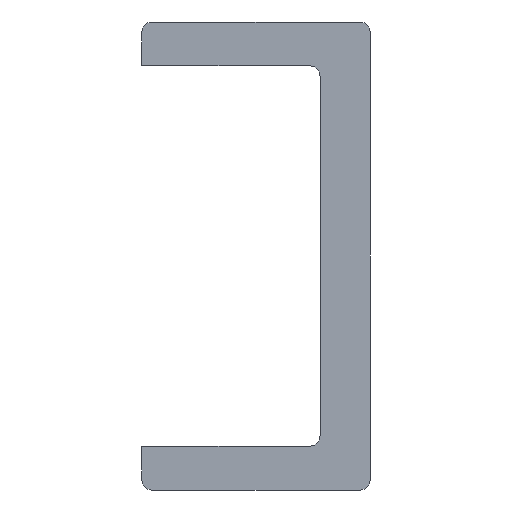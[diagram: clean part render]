
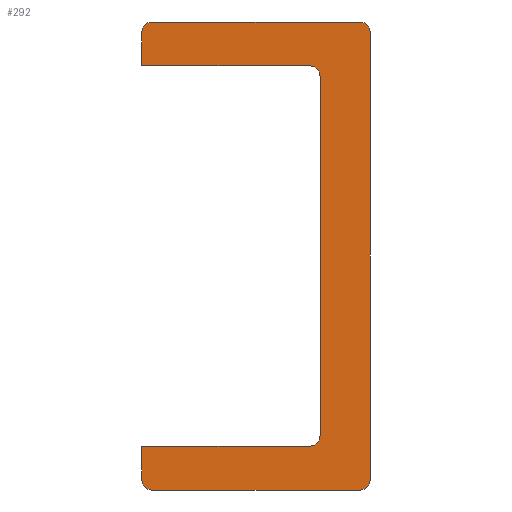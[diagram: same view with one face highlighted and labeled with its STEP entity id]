
A CAD part, front view. The second image highlights one B-rep face of the part: STEP entity #292.
In plain terms, the highlighted planar face has unit normal (0, -1, 0).
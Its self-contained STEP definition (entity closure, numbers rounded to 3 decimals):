
#292 = ADVANCED_FACE( '', ( #721 ), #722, .F. );
#721 = FACE_OUTER_BOUND( '', #1392, .T. );
#722 = PLANE( '', #1393 );
#1392 = EDGE_LOOP( '', ( #2189, #2190, #2191, #2192, #2193, #2194, #2195, #2196, #2197, #2198, #2199, #2200, #2201, #2202 ) );
#1393 = AXIS2_PLACEMENT_3D( '', #2203, #2204, #2205 );
#2189 = ORIENTED_EDGE( '', *, *, #3018, .F. );
#2190 = ORIENTED_EDGE( '', *, *, #3019, .T. );
#2191 = ORIENTED_EDGE( '', *, *, #2861, .F. );
#2192 = ORIENTED_EDGE( '', *, *, #3016, .T. );
#2193 = ORIENTED_EDGE( '', *, *, #2923, .F. );
#2194 = ORIENTED_EDGE( '', *, *, #3020, .F. );
#2195 = ORIENTED_EDGE( '', *, *, #3021, .F. );
#2196 = ORIENTED_EDGE( '', *, *, #3022, .F. );
#2197 = ORIENTED_EDGE( '', *, *, #3023, .F. );
#2198 = ORIENTED_EDGE( '', *, *, #3024, .F. );
#2199 = ORIENTED_EDGE( '', *, *, #3025, .F. );
#2200 = ORIENTED_EDGE( '', *, *, #3026, .T. );
#2201 = ORIENTED_EDGE( '', *, *, #3027, .F. );
#2202 = ORIENTED_EDGE( '', *, *, #2984, .T. );
#2203 = CARTESIAN_POINT( '', ( -10.5, 0., 21.5 ) );
#2204 = DIRECTION( '', ( 0., 1., 0. ) );
#2205 = DIRECTION( '', ( 0., 0., 1. ) );
#2861 = EDGE_CURVE( '', #3235, #3236, #3237, .T. );
#2923 = EDGE_CURVE( '', #3339, #3340, #3341, .T. );
#2984 = EDGE_CURVE( '', #3440, #3438, #3441, .F. );
#3016 = EDGE_CURVE( '', #3235, #3340, #3489, .F. );
#3018 = EDGE_CURVE( '', #3491, #3438, #3492, .T. );
#3019 = EDGE_CURVE( '', #3491, #3236, #3493, .F. );
#3020 = EDGE_CURVE( '', #3494, #3339, #3495, .T. );
#3021 = EDGE_CURVE( '', #3496, #3494, #3497, .T. );
#3022 = EDGE_CURVE( '', #3498, #3496, #3499, .T. );
#3023 = EDGE_CURVE( '', #3500, #3498, #3501, .T. );
#3024 = EDGE_CURVE( '', #3502, #3500, #3503, .T. );
#3025 = EDGE_CURVE( '', #3504, #3502, #3505, .T. );
#3026 = EDGE_CURVE( '', #3504, #3506, #3507, .F. );
#3027 = EDGE_CURVE( '', #3440, #3506, #3508, .T. );
#3235 = VERTEX_POINT( '', #3805 );
#3236 = VERTEX_POINT( '', #3806 );
#3237 = LINE( '', #3807, #3808 );
#3339 = VERTEX_POINT( '', #3913 );
#3340 = VERTEX_POINT( '', #3914 );
#3341 = LINE( '', #3915, #3916 );
#3438 = VERTEX_POINT( '', #4016 );
#3440 = VERTEX_POINT( '', #4019 );
#3441 = CIRCLE( '', #4020, 0.9 );
#3489 = CIRCLE( '', #4069, 0.9 );
#3491 = VERTEX_POINT( '', #4071 );
#3492 = LINE( '', #4072, #4073 );
#3493 = CIRCLE( '', #4074, 0.9 );
#3494 = VERTEX_POINT( '', #4075 );
#3495 = LINE( '', #4076, #4077 );
#3496 = VERTEX_POINT( '', #4078 );
#3497 = CIRCLE( '', #4079, 1. );
#3498 = VERTEX_POINT( '', #4080 );
#3499 = LINE( '', #4081, #4082 );
#3500 = VERTEX_POINT( '', #4083 );
#3501 = CIRCLE( '', #4084, 1. );
#3502 = VERTEX_POINT( '', #4085 );
#3503 = LINE( '', #4086, #4087 );
#3504 = VERTEX_POINT( '', #4088 );
#3505 = LINE( '', #4089, #4090 );
#3506 = VERTEX_POINT( '', #4091 );
#3507 = CIRCLE( '', #4092, 0.9 );
#3508 = LINE( '', #4093, #4094 );
#3805 = CARTESIAN_POINT( '', ( -9.6, 0., 21.5 ) );
#3806 = CARTESIAN_POINT( '', ( 9.6, 0., 21.5 ) );
#3807 = CARTESIAN_POINT( '', ( -10.5, 0., 21.5 ) );
#3808 = VECTOR( '', #4408, 1000. );
#3913 = CARTESIAN_POINT( '', ( -10.5, 0., 17.5 ) );
#3914 = CARTESIAN_POINT( '', ( -10.5, 0., 20.6 ) );
#3915 = CARTESIAN_POINT( '', ( -10.5, 0., -21.5 ) );
#3916 = VECTOR( '', #4526, 1000. );
#4016 = CARTESIAN_POINT( '', ( 10.5, 0., -20.6 ) );
#4019 = CARTESIAN_POINT( '', ( 9.6, 0., -21.5 ) );
#4020 = AXIS2_PLACEMENT_3D( '', #4633, #4634, #4635 );
#4069 = AXIS2_PLACEMENT_3D( '', #4688, #4689, #4690 );
#4071 = CARTESIAN_POINT( '', ( 10.5, 0., 20.6 ) );
#4072 = CARTESIAN_POINT( '', ( 10.5, 0., 21.5 ) );
#4073 = VECTOR( '', #4691, 1000. );
#4074 = AXIS2_PLACEMENT_3D( '', #4692, #4693, #4694 );
#4075 = CARTESIAN_POINT( '', ( 4.9, 0., 17.5 ) );
#4076 = CARTESIAN_POINT( '', ( 4.9, 0., 17.5 ) );
#4077 = VECTOR( '', #4695, 1000. );
#4078 = CARTESIAN_POINT( '', ( 5.9, 0., 16.5 ) );
#4079 = AXIS2_PLACEMENT_3D( '', #4696, #4697, #4698 );
#4080 = CARTESIAN_POINT( '', ( 5.9, 0., -16.5 ) );
#4081 = CARTESIAN_POINT( '', ( 5.9, 0., 16.5 ) );
#4082 = VECTOR( '', #4699, 1000. );
#4083 = CARTESIAN_POINT( '', ( 4.9, 0., -17.5 ) );
#4084 = AXIS2_PLACEMENT_3D( '', #4700, #4701, #4702 );
#4085 = CARTESIAN_POINT( '', ( -10.5, 0., -17.5 ) );
#4086 = CARTESIAN_POINT( '', ( 4.9, 0., -17.5 ) );
#4087 = VECTOR( '', #4703, 1000. );
#4088 = CARTESIAN_POINT( '', ( -10.5, 0., -20.6 ) );
#4089 = CARTESIAN_POINT( '', ( -10.5, 0., -21.5 ) );
#4090 = VECTOR( '', #4704, 1000. );
#4091 = CARTESIAN_POINT( '', ( -9.6, 0., -21.5 ) );
#4092 = AXIS2_PLACEMENT_3D( '', #4705, #4706, #4707 );
#4093 = CARTESIAN_POINT( '', ( 10.5, 0., -21.5 ) );
#4094 = VECTOR( '', #4708, 1000. );
#4408 = DIRECTION( '', ( 1., 0., 0. ) );
#4526 = DIRECTION( '', ( 0., 0., 1. ) );
#4633 = CARTESIAN_POINT( '', ( 9.6, 0., -20.6 ) );
#4634 = DIRECTION( '', ( 0., 1., 0. ) );
#4635 = DIRECTION( '', ( 0., 0., 1. ) );
#4688 = CARTESIAN_POINT( '', ( -9.6, 0., 20.6 ) );
#4689 = DIRECTION( '', ( 0., 1., 0. ) );
#4690 = DIRECTION( '', ( 0., 0., 1. ) );
#4691 = DIRECTION( '', ( 0., 0., -1. ) );
#4692 = CARTESIAN_POINT( '', ( 9.6, 0., 20.6 ) );
#4693 = DIRECTION( '', ( 0., 1., 0. ) );
#4694 = DIRECTION( '', ( 0., 0., 1. ) );
#4695 = DIRECTION( '', ( -1., 0., 0. ) );
#4696 = CARTESIAN_POINT( '', ( 4.9, 0., 16.5 ) );
#4697 = DIRECTION( '', ( 0., -1., 0. ) );
#4698 = DIRECTION( '', ( -1., 0., 0. ) );
#4699 = DIRECTION( '', ( 0., 0., 1. ) );
#4700 = CARTESIAN_POINT( '', ( 4.9, 0., -16.5 ) );
#4701 = DIRECTION( '', ( 0., -1., 0. ) );
#4702 = DIRECTION( '', ( -1., 0., 0. ) );
#4703 = DIRECTION( '', ( 1., 0., 0. ) );
#4704 = DIRECTION( '', ( 0., 0., 1. ) );
#4705 = CARTESIAN_POINT( '', ( -9.6, 0., -20.6 ) );
#4706 = DIRECTION( '', ( 0., 1., 0. ) );
#4707 = DIRECTION( '', ( 0., 0., 1. ) );
#4708 = DIRECTION( '', ( -1., 0., 0. ) );
